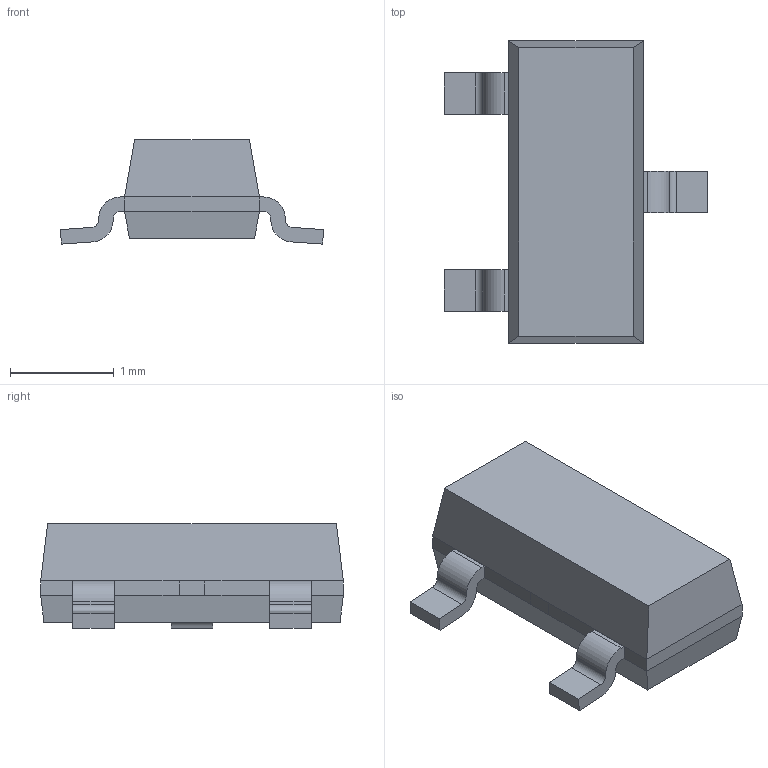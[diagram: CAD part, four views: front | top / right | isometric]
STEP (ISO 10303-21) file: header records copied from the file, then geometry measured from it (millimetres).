
FILE_DESCRIPTION((''),'2;1');
FILE_NAME('DBZ0003A_ASM','2017-04-03T',('a0412025'),(''),'CREO PARAMETRIC BY PTC INC, 2016050','CREO PARAMETRIC BY PTC INC, 2016050','');
FILE_SCHEMA(('AUTOMOTIVE_DESIGN { 1 0 10303 214 1 1 1 1 }'));
Length unit declared in the file: millimetre
Products named in the file (5): BODY-SOT; LEAD-SOT; PIN1-ID; TIEBAR; DBZ0003A_ASM
Assembly tree (6 placements, depth 2):
  DBZ0003A_ASM
    BODY-SOT
    LEAD-SOT  x3
    PIN1-ID
    TIEBAR
Bounding box: 2.54 x 2.92 x 1 mm (x, y, z)
Volume: 3.5 mm3; surface area: 17.7 mm2
Topology: 5 solids, 5 shells, 68 faces, 162 edges, 104 vertices
Faces by surface type: plane 56, cylinder 12
Entity records: 2103 total; most frequent: CARTESIAN_POINT 209, DIRECTION 200, ORIENTED_EDGE 180, PROPERTY_DEFINITION 108, REPRESENTATION 100, PROPERTY_DEFINITION_REPRESENTATION 100, PRESENTATION_STYLE_ASSIGNMENT 93, STYLED_ITEM 93
